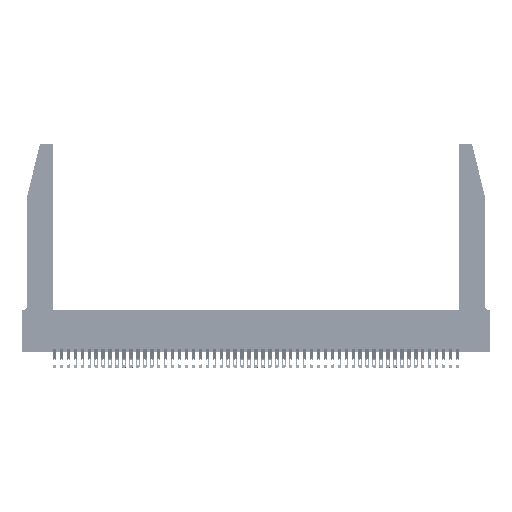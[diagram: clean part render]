
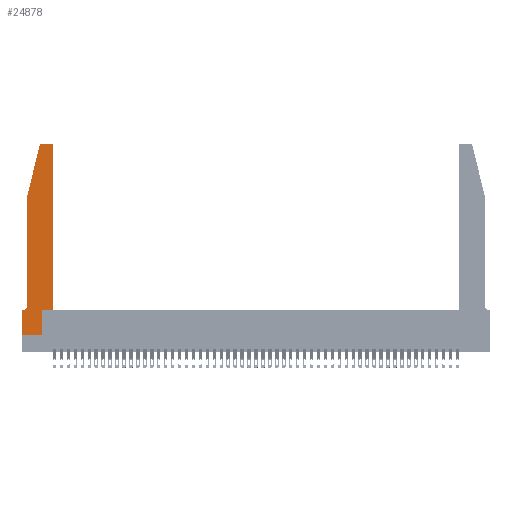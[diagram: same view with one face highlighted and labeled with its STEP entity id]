
A CAD part, top view. The second image highlights one B-rep face of the part: STEP entity #24878.
In plain terms, the highlighted planar face has unit normal (0, 0, 1).
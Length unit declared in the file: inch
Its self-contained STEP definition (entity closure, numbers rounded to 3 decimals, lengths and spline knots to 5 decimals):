
#225 = EDGE_CURVE ( 'NONE', #44591, #29358, #12160, .T. ) ;
#931 = VERTEX_POINT ( 'NONE', #18473 ) ;
#1301 = DIRECTION ( 'NONE',  ( -0.239, -0.971, 0. ) ) ;
#1456 = VECTOR ( 'NONE', #1301, 39.37008 ) ;
#1961 = EDGE_CURVE ( 'NONE', #29358, #8939, #19119, .T. ) ;
#2161 = ORIENTED_EDGE ( 'NONE', *, *, #36432, .T. ) ;
#2478 = CIRCLE ( 'NONE', #14553, 0.03 ) ;
#2547 = EDGE_CURVE ( 'NONE', #6624, #18643, #2478, .T. ) ;
#3028 = DIRECTION ( 'NONE',  ( -1., 0., 0. ) ) ;
#3131 = ORIENTED_EDGE ( 'NONE', *, *, #36405, .T. ) ;
#3182 = CARTESIAN_POINT ( 'NONE',  ( 0.0755, 0.42, 0.37 ) ) ;
#4278 = CARTESIAN_POINT ( 'NONE',  ( 0., 0.35, 0.37 ) ) ;
#4462 = EDGE_CURVE ( 'NONE', #18643, #14331, #7595, .T. ) ;
#5163 = VECTOR ( 'NONE', #20299, 39.37008 ) ;
#6355 = LINE ( 'NONE', #19501, #5163 ) ;
#6624 = VERTEX_POINT ( 'NONE', #38547 ) ;
#6885 = DIRECTION ( 'NONE',  ( -1., 0., 0. ) ) ;
#7328 = CARTESIAN_POINT ( 'NONE',  ( 0., 0., 0.37 ) ) ;
#7530 = DIRECTION ( 'NONE',  ( 0., -1., 0. ) ) ;
#7595 = LINE ( 'NONE', #14655, #39655 ) ;
#8594 = ORIENTED_EDGE ( 'NONE', *, *, #225, .T. ) ;
#8762 = CARTESIAN_POINT ( 'NONE',  ( 0.284, 2.75, 0.37 ) ) ;
#8939 = VERTEX_POINT ( 'NONE', #3182 ) ;
#9290 = VECTOR ( 'NONE', #32720, 39.37008 ) ;
#10904 = DIRECTION ( 'NONE',  ( 0., 0., 1. ) ) ;
#11694 = CARTESIAN_POINT ( 'NONE',  ( 0., 0., 0.37 ) ) ;
#12077 = ORIENTED_EDGE ( 'NONE', *, *, #1961, .T. ) ;
#12148 = DIRECTION ( 'NONE',  ( 0., 1., 0. ) ) ;
#12160 = LINE ( 'NONE', #31914, #1456 ) ;
#12693 = CARTESIAN_POINT ( 'NONE',  ( 0.4205, 2.72, 0.37 ) ) ;
#12724 = LINE ( 'NONE', #16787, #23345 ) ;
#13257 = ORIENTED_EDGE ( 'NONE', *, *, #4462, .T. ) ;
#13595 = CIRCLE ( 'NONE', #18269, 0.07 ) ;
#13996 = DIRECTION ( 'NONE',  ( 1., 0., 0. ) ) ;
#14331 = VERTEX_POINT ( 'NONE', #8762 ) ;
#14553 = AXIS2_PLACEMENT_3D ( 'NONE', #12693, #42571, #46669 ) ;
#14655 = CARTESIAN_POINT ( 'NONE',  ( 0.2605, 2.75, 0.37 ) ) ;
#16374 = CARTESIAN_POINT ( 'NONE',  ( 0., 0.35, 0.37 ) ) ;
#16438 = LINE ( 'NONE', #11694, #21205 ) ;
#16607 = CARTESIAN_POINT ( 'NONE',  ( 0.4505, 0.35, 0.37 ) ) ;
#16787 = CARTESIAN_POINT ( 'NONE',  ( 0.4505, 0.35, 0.37 ) ) ;
#17857 = CARTESIAN_POINT ( 'NONE',  ( 0.284, 2.72, 0.37 ) ) ;
#17878 = EDGE_CURVE ( 'NONE', #23050, #6624, #42849, .T. ) ;
#18019 = DIRECTION ( 'NONE',  ( 1., 0., 0. ) ) ;
#18269 = AXIS2_PLACEMENT_3D ( 'NONE', #41419, #33745, #6885 ) ;
#18473 = CARTESIAN_POINT ( 'NONE',  ( 0.0055, 0.35, 0.37 ) ) ;
#18643 = VERTEX_POINT ( 'NONE', #24468 ) ;
#18865 = VECTOR ( 'NONE', #13996, 39.37008 ) ;
#19119 = LINE ( 'NONE', #20718, #23836 ) ;
#19501 = CARTESIAN_POINT ( 'NONE',  ( 0.0755, 0.35, 0.37 ) ) ;
#20210 = CIRCLE ( 'NONE', #41236, 0.03 ) ;
#20299 = DIRECTION ( 'NONE',  ( -1., 0., 0. ) ) ;
#20612 = DIRECTION ( 'NONE',  ( 1., 0., 0. ) ) ;
#20718 = CARTESIAN_POINT ( 'NONE',  ( 0.0755, 2., 0.37 ) ) ;
#20893 = ORIENTED_EDGE ( 'NONE', *, *, #22002, .T. ) ;
#21139 = LINE ( 'NONE', #36052, #9290 ) ;
#21205 = VECTOR ( 'NONE', #7530, 39.37008 ) ;
#22002 = EDGE_CURVE ( 'NONE', #32938, #29138, #21139, .T. ) ;
#22582 = FACE_OUTER_BOUND ( 'NONE', #23454, .T. ) ;
#23050 = VERTEX_POINT ( 'NONE', #23653 ) ;
#23345 = VECTOR ( 'NONE', #20612, 39.37008 ) ;
#23454 = EDGE_LOOP ( 'NONE', ( #13257, #33184, #8594, #12077, #27666, #2161, #3131, #46192, #20893, #23708, #28830, #48328 ) ) ;
#23653 = CARTESIAN_POINT ( 'NONE',  ( 0.4505, 0.35, 0.37 ) ) ;
#23708 = ORIENTED_EDGE ( 'NONE', *, *, #43720, .T. ) ;
#23836 = VECTOR ( 'NONE', #43287, 39.37008 ) ;
#24468 = CARTESIAN_POINT ( 'NONE',  ( 0.4205, 2.75, 0.37 ) ) ;
#24878 = ADVANCED_FACE ( 'NONE', ( #22582 ), #42123, .T. ) ;
#25285 = CARTESIAN_POINT ( 'NONE',  ( 0., 0., 0.37 ) ) ;
#26174 = VECTOR ( 'NONE', #12148, 39.37008 ) ;
#26264 = EDGE_CURVE ( 'NONE', #14331, #44591, #20210, .T. ) ;
#27666 = ORIENTED_EDGE ( 'NONE', *, *, #41090, .T. ) ;
#28383 = AXIS2_PLACEMENT_3D ( 'NONE', #4278, #37633, #33958 ) ;
#28830 = ORIENTED_EDGE ( 'NONE', *, *, #17878, .T. ) ;
#28934 = LINE ( 'NONE', #7328, #18865 ) ;
#29138 = VERTEX_POINT ( 'NONE', #39429 ) ;
#29358 = VERTEX_POINT ( 'NONE', #44067 ) ;
#29362 = VERTEX_POINT ( 'NONE', #25285 ) ;
#31914 = CARTESIAN_POINT ( 'NONE',  ( 0.0755, 2., 0.37 ) ) ;
#32720 = DIRECTION ( 'NONE',  ( 0., 1., 0. ) ) ;
#32938 = VERTEX_POINT ( 'NONE', #38025 ) ;
#33184 = ORIENTED_EDGE ( 'NONE', *, *, #26264, .T. ) ;
#33745 = DIRECTION ( 'NONE',  ( 0., 0., -1. ) ) ;
#33958 = DIRECTION ( 'NONE',  ( 1., 0., 0. ) ) ;
#36052 = CARTESIAN_POINT ( 'NONE',  ( 0.2865, 0.35, 0.37 ) ) ;
#36405 = EDGE_CURVE ( 'NONE', #40788, #29362, #16438, .T. ) ;
#36432 = EDGE_CURVE ( 'NONE', #931, #40788, #6355, .T. ) ;
#37633 = DIRECTION ( 'NONE',  ( 0., 0., 1. ) ) ;
#38025 = CARTESIAN_POINT ( 'NONE',  ( 0.2865, 0., 0.37 ) ) ;
#38113 = CARTESIAN_POINT ( 'NONE',  ( 0.25487, 2.72718, 0.37 ) ) ;
#38547 = CARTESIAN_POINT ( 'NONE',  ( 0.4505, 2.72, 0.37 ) ) ;
#39429 = CARTESIAN_POINT ( 'NONE',  ( 0.2865, 0.35, 0.37 ) ) ;
#39655 = VECTOR ( 'NONE', #3028, 39.37008 ) ;
#40788 = VERTEX_POINT ( 'NONE', #16374 ) ;
#40999 = EDGE_CURVE ( 'NONE', #29362, #32938, #28934, .T. ) ;
#41090 = EDGE_CURVE ( 'NONE', #8939, #931, #13595, .T. ) ;
#41236 = AXIS2_PLACEMENT_3D ( 'NONE', #17857, #10904, #18019 ) ;
#41419 = CARTESIAN_POINT ( 'NONE',  ( 0.0055, 0.42, 0.37 ) ) ;
#42123 = PLANE ( 'NONE',  #28383 ) ;
#42571 = DIRECTION ( 'NONE',  ( 0., 0., 1. ) ) ;
#42849 = LINE ( 'NONE', #16607, #26174 ) ;
#43287 = DIRECTION ( 'NONE',  ( 0., -1., 0. ) ) ;
#43720 = EDGE_CURVE ( 'NONE', #29138, #23050, #12724, .T. ) ;
#44067 = CARTESIAN_POINT ( 'NONE',  ( 0.0755, 2., 0.37 ) ) ;
#44591 = VERTEX_POINT ( 'NONE', #38113 ) ;
#46192 = ORIENTED_EDGE ( 'NONE', *, *, #40999, .T. ) ;
#46669 = DIRECTION ( 'NONE',  ( 1., 0., 0. ) ) ;
#48328 = ORIENTED_EDGE ( 'NONE', *, *, #2547, .T. ) ;
